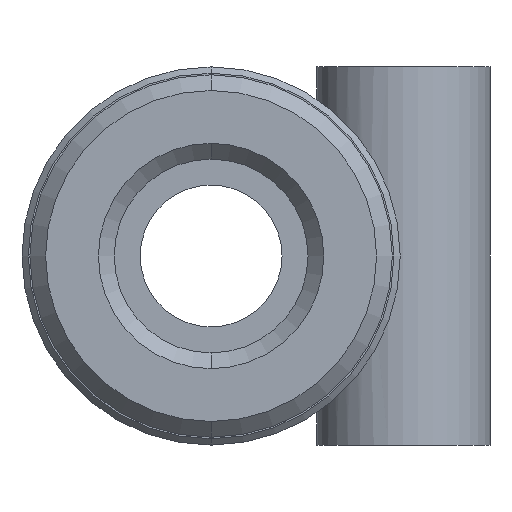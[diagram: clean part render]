
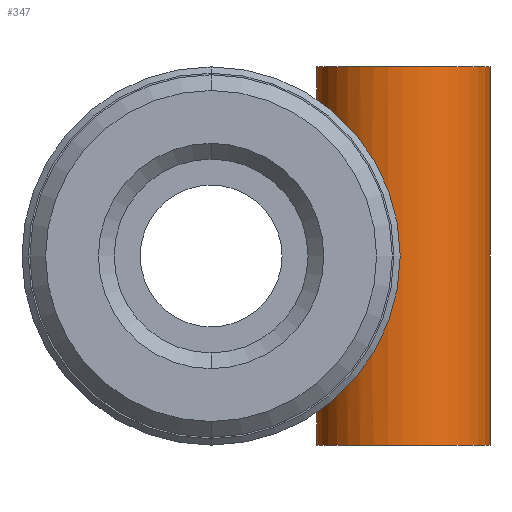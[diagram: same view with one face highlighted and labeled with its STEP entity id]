
A CAD part, front view. The second image highlights one B-rep face of the part: STEP entity #347.
In plain terms, the highlighted cylindrical face has radius 2.75 mm (diameter 5.5 mm), a partial arc.
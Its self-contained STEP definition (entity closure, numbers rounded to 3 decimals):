
#126 = EDGE_CURVE ( 'NONE', #258, #145, #937, .T. ) ;
#139 = VERTEX_POINT ( 'NONE', #904 ) ;
#145 = VERTEX_POINT ( 'NONE', #891 ) ;
#194 = EDGE_CURVE ( 'NONE', #218, #139, #1019, .T. ) ;
#198 = EDGE_CURVE ( 'NONE', #223, #200, #1009, .T. ) ;
#200 = VERTEX_POINT ( 'NONE', #1021 ) ;
#218 = VERTEX_POINT ( 'NONE', #981 ) ;
#223 = VERTEX_POINT ( 'NONE', #1067 ) ;
#258 = VERTEX_POINT ( 'NONE', #1227 ) ;
#277 = EDGE_CURVE ( 'NONE', #409, #419, #1084, .T. ) ;
#347 = ADVANCED_FACE ( 'NONE', ( #1262 ), #1259, .T. ) ;
#386 = EDGE_CURVE ( 'NONE', #419, #200, #1489, .T. ) ;
#408 = EDGE_CURVE ( 'NONE', #258, #409, #1429, .T. ) ;
#409 = VERTEX_POINT ( 'NONE', #1430 ) ;
#419 = VERTEX_POINT ( 'NONE', #1546 ) ;
#448 = ORIENTED_EDGE ( 'NONE', *, *, #126, .T. ) ;
#482 = ORIENTED_EDGE ( 'NONE', *, *, #510, .T. ) ;
#483 = ORIENTED_EDGE ( 'NONE', *, *, #496, .F. ) ;
#485 = ORIENTED_EDGE ( 'NONE', *, *, #277, .F. ) ;
#488 = EDGE_LOOP ( 'NONE', ( #490, #483, #499, #500, #485, #489, #448, #482 ) ) ;
#489 = ORIENTED_EDGE ( 'NONE', *, *, #408, .F. ) ;
#490 = ORIENTED_EDGE ( 'NONE', *, *, #194, .F. ) ;
#496 = EDGE_CURVE ( 'NONE', #223, #218, #1368, .T. ) ;
#499 = ORIENTED_EDGE ( 'NONE', *, *, #198, .T. ) ;
#500 = ORIENTED_EDGE ( 'NONE', *, *, #386, .F. ) ;
#510 = EDGE_CURVE ( 'NONE', #145, #139, #1352, .T. ) ;
#835 = DIRECTION ( 'NONE',  ( 1., 0., 0. ) ) ;
#891 = CARTESIAN_POINT ( 'NONE',  ( 3.35, 0., -6. ) ) ;
#904 = CARTESIAN_POINT ( 'NONE',  ( 8.85, 0., -6. ) ) ;
#934 = DIRECTION ( 'NONE',  ( 0., 0., -1. ) ) ;
#935 = VECTOR ( 'NONE', #934, 1000. ) ;
#936 = CARTESIAN_POINT ( 'NONE',  ( 3.35, 0., 6. ) ) ;
#937 = LINE ( 'NONE', #936, #935 ) ;
#981 = CARTESIAN_POINT ( 'NONE',  ( 8.85, 0., 6. ) ) ;
#996 = VECTOR ( 'NONE', #1075, 1000. ) ;
#1008 = CARTESIAN_POINT ( 'NONE',  ( 3.35, 0., 6. ) ) ;
#1009 = LINE ( 'NONE', #1008, #1079 ) ;
#1016 = CARTESIAN_POINT ( 'NONE',  ( 8.85, 0., 6. ) ) ;
#1019 = LINE ( 'NONE', #1016, #996 ) ;
#1021 = CARTESIAN_POINT ( 'NONE',  ( 3.35, 0., 3.005 ) ) ;
#1067 = CARTESIAN_POINT ( 'NONE',  ( 3.35, 0., 6. ) ) ;
#1075 = DIRECTION ( 'NONE',  ( 0., 0., -1. ) ) ;
#1078 = DIRECTION ( 'NONE',  ( 0., 0., -1. ) ) ;
#1079 = VECTOR ( 'NONE', #1078, 1000. ) ;
#1080 = CARTESIAN_POINT ( 'NONE',  ( 4.341, -2.115, -1.568 ) ) ;
#1081 = CARTESIAN_POINT ( 'NONE',  ( 4.275, -2.059, -1.584 ) ) ;
#1082 = CARTESIAN_POINT ( 'NONE',  ( 4.213, -2., -1.583 ) ) ;
#1084 = B_SPLINE_CURVE_WITH_KNOTS ( 'NONE', 3,
 ( #1082, #1081, #1080, #1141, #1140, #1139, #1138, #1137, #1136, #1135, #1134, #1133, #1132, #1131, #1130, #1129, #1128, #1127, #1126, #1125, #1124, #1123, #1122, #1121 ),
 .UNSPECIFIED., .F., .F.,
 ( 4, 2, 2, 2, 2, 2, 2, 2, 2, 2, 2, 4 ),
 ( 0., 0., 0.001, 0.001, 0.001, 0.002, 0.002, 0.003, 0.003, 0.004, 0.004, 0.004 ),
 .UNSPECIFIED. ) ;
#1121 = CARTESIAN_POINT ( 'NONE',  ( 4.213, -2., 1.583 ) ) ;
#1122 = CARTESIAN_POINT ( 'NONE',  ( 4.275, -2.059, 1.584 ) ) ;
#1123 = CARTESIAN_POINT ( 'NONE',  ( 4.341, -2.115, 1.568 ) ) ;
#1124 = CARTESIAN_POINT ( 'NONE',  ( 4.467, -2.214, 1.507 ) ) ;
#1125 = CARTESIAN_POINT ( 'NONE',  ( 4.528, -2.257, 1.461 ) ) ;
#1126 = CARTESIAN_POINT ( 'NONE',  ( 4.692, -2.366, 1.296 ) ) ;
#1127 = CARTESIAN_POINT ( 'NONE',  ( 4.78, -2.414, 1.15 ) ) ;
#1128 = CARTESIAN_POINT ( 'NONE',  ( 4.913, -2.482, 0.841 ) ) ;
#1129 = CARTESIAN_POINT ( 'NONE',  ( 4.959, -2.503, 0.677 ) ) ;
#1130 = CARTESIAN_POINT ( 'NONE',  ( 5.021, -2.53, 0.34 ) ) ;
#1131 = CARTESIAN_POINT ( 'NONE',  ( 5.036, -2.536, 0.171 ) ) ;
#1132 = CARTESIAN_POINT ( 'NONE',  ( 5.036, -2.536, -0.171 ) ) ;
#1133 = CARTESIAN_POINT ( 'NONE',  ( 5.021, -2.53, -0.343 ) ) ;
#1134 = CARTESIAN_POINT ( 'NONE',  ( 4.959, -2.503, -0.677 ) ) ;
#1135 = CARTESIAN_POINT ( 'NONE',  ( 4.913, -2.482, -0.842 ) ) ;
#1136 = CARTESIAN_POINT ( 'NONE',  ( 4.813, -2.431, -1.073 ) ) ;
#1137 = CARTESIAN_POINT ( 'NONE',  ( 4.775, -2.41, -1.147 ) ) ;
#1138 = CARTESIAN_POINT ( 'NONE',  ( 4.688, -2.36, -1.286 ) ) ;
#1139 = CARTESIAN_POINT ( 'NONE',  ( 4.638, -2.33, -1.351 ) ) ;
#1140 = CARTESIAN_POINT ( 'NONE',  ( 4.528, -2.257, -1.461 ) ) ;
#1141 = CARTESIAN_POINT ( 'NONE',  ( 4.467, -2.214, -1.507 ) ) ;
#1227 = CARTESIAN_POINT ( 'NONE',  ( 3.35, 0., -3.005 ) ) ;
#1254 = DIRECTION ( 'NONE',  ( -1., 0., 0. ) ) ;
#1255 = DIRECTION ( 'NONE',  ( 0., 0., -1. ) ) ;
#1256 = AXIS2_PLACEMENT_3D ( 'NONE', #1258, #1255, #1254 ) ;
#1258 = CARTESIAN_POINT ( 'NONE',  ( 6.1, 0., 6. ) ) ;
#1259 = CYLINDRICAL_SURFACE ( 'NONE', #1256, 2.75 ) ;
#1262 = FACE_OUTER_BOUND ( 'NONE', #488, .T. ) ;
#1342 = CARTESIAN_POINT ( 'NONE',  ( 3.35, -0.117, 3.005 ) ) ;
#1343 = CARTESIAN_POINT ( 'NONE',  ( 3.358, -0.234, 2.996 ) ) ;
#1344 = CARTESIAN_POINT ( 'NONE',  ( 3.387, -0.463, 2.963 ) ) ;
#1345 = CARTESIAN_POINT ( 'NONE',  ( 3.409, -0.577, 2.938 ) ) ;
#1346 = CARTESIAN_POINT ( 'NONE',  ( 3.464, -0.793, 2.872 ) ) ;
#1347 = CARTESIAN_POINT ( 'NONE',  ( 3.498, -0.896, 2.832 ) ) ;
#1348 = CARTESIAN_POINT ( 'NONE',  ( 3.574, -1.092, 2.735 ) ) ;
#1349 = DIRECTION ( 'NONE',  ( 0., 0., 1. ) ) ;
#1350 = CARTESIAN_POINT ( 'NONE',  ( 6.1, 0., -6. ) ) ;
#1351 = AXIS2_PLACEMENT_3D ( 'NONE', #1350, #1349, #835 ) ;
#1352 = CIRCLE ( 'NONE', #1351, 2.75 ) ;
#1364 = DIRECTION ( 'NONE',  ( 1., 0., 0. ) ) ;
#1365 = DIRECTION ( 'NONE',  ( 0., 0., 1. ) ) ;
#1366 = CARTESIAN_POINT ( 'NONE',  ( 6.1, 0., 6. ) ) ;
#1367 = AXIS2_PLACEMENT_3D ( 'NONE', #1366, #1365, #1364 ) ;
#1368 = CIRCLE ( 'NONE', #1367, 2.75 ) ;
#1413 = CARTESIAN_POINT ( 'NONE',  ( 4.134, -1.926, -1.79 ) ) ;
#1414 = CARTESIAN_POINT ( 'NONE',  ( 4.044, -1.833, -1.983 ) ) ;
#1415 = CARTESIAN_POINT ( 'NONE',  ( 3.852, -1.592, -2.335 ) ) ;
#1416 = CARTESIAN_POINT ( 'NONE',  ( 3.753, -1.447, -2.488 ) ) ;
#1417 = CARTESIAN_POINT ( 'NONE',  ( 3.616, -1.185, -2.679 ) ) ;
#1418 = CARTESIAN_POINT ( 'NONE',  ( 3.574, -1.092, -2.735 ) ) ;
#1419 = CARTESIAN_POINT ( 'NONE',  ( 3.498, -0.895, -2.832 ) ) ;
#1420 = CARTESIAN_POINT ( 'NONE',  ( 3.464, -0.79, -2.873 ) ) ;
#1421 = CARTESIAN_POINT ( 'NONE',  ( 3.408, -0.573, -2.939 ) ) ;
#1422 = CARTESIAN_POINT ( 'NONE',  ( 3.387, -0.462, -2.963 ) ) ;
#1423 = CARTESIAN_POINT ( 'NONE',  ( 3.358, -0.234, -2.996 ) ) ;
#1424 = CARTESIAN_POINT ( 'NONE',  ( 3.35, -0.116, -3.005 ) ) ;
#1425 = CARTESIAN_POINT ( 'NONE',  ( 3.35, 0., -3.005 ) ) ;
#1429 = B_SPLINE_CURVE_WITH_KNOTS ( 'NONE', 3,
 ( #1425, #1424, #1423, #1422, #1421, #1420, #1419, #1418, #1417, #1416, #1415, #1414, #1413, #1444 ),
 .UNSPECIFIED., .F., .F.,
 ( 4, 2, 2, 2, 2, 2, 4 ),
 ( 0.009, 0.009, 0.01, 0.01, 0.01, 0.011, 0.012 ),
 .UNSPECIFIED. ) ;
#1430 = CARTESIAN_POINT ( 'NONE',  ( 4.213, -2., -1.583 ) ) ;
#1444 = CARTESIAN_POINT ( 'NONE',  ( 4.213, -2., -1.583 ) ) ;
#1489 = B_SPLINE_CURVE_WITH_KNOTS ( 'NONE', 3,
 ( #1541, #1540, #1539, #1530, #1529, #1528, #1527, #1526, #1348, #1347, #1346, #1345, #1344, #1343, #1342, #1525 ),
 .UNSPECIFIED., .F., .F.,
 ( 4, 2, 2, 2, 2, 2, 2, 4 ),
 ( 0.015, 0.016, 0.016, 0.016, 0.017, 0.017, 0.017, 0.018 ),
 .UNSPECIFIED. ) ;
#1525 = CARTESIAN_POINT ( 'NONE',  ( 3.35, 0., 3.005 ) ) ;
#1526 = CARTESIAN_POINT ( 'NONE',  ( 3.617, -1.187, 2.678 ) ) ;
#1527 = CARTESIAN_POINT ( 'NONE',  ( 3.708, -1.36, 2.551 ) ) ;
#1528 = CARTESIAN_POINT ( 'NONE',  ( 3.755, -1.439, 2.481 ) ) ;
#1529 = CARTESIAN_POINT ( 'NONE',  ( 3.852, -1.586, 2.329 ) ) ;
#1530 = CARTESIAN_POINT ( 'NONE',  ( 3.901, -1.653, 2.245 ) ) ;
#1539 = CARTESIAN_POINT ( 'NONE',  ( 4.044, -1.833, 1.983 ) ) ;
#1540 = CARTESIAN_POINT ( 'NONE',  ( 4.134, -1.926, 1.791 ) ) ;
#1541 = CARTESIAN_POINT ( 'NONE',  ( 4.213, -2., 1.583 ) ) ;
#1546 = CARTESIAN_POINT ( 'NONE',  ( 4.213, -2., 1.583 ) ) ;
